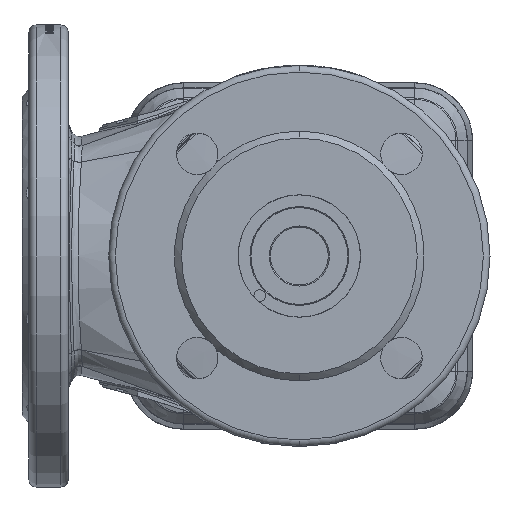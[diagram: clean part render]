
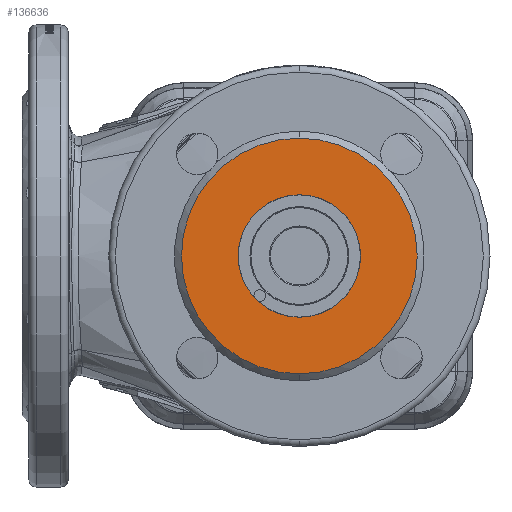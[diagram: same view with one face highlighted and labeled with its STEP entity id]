
A CAD part, front view. The second image highlights one B-rep face of the part: STEP entity #136636.
In plain terms, the highlighted planar face has unit normal (0, -1, 0).
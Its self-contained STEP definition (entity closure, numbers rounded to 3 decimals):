
#7667 = ORIENTED_EDGE ( 'NONE', *, *, #26472, .F. ) ;
#7805 = CIRCLE ( 'NONE', #139758, 26.5 ) ;
#9263 = CARTESIAN_POINT ( 'NONE',  ( 0., -150., 0. ) ) ;
#21976 = DIRECTION ( 'NONE',  ( 0., 0., 1. ) ) ;
#23361 = CARTESIAN_POINT ( 'NONE',  ( 0., -150., -26.5 ) ) ;
#26472 = EDGE_CURVE ( 'NONE', #63809, #96629, #43834, .T. ) ;
#29533 = EDGE_CURVE ( 'NONE', #153258, #67485, #34446, .T. ) ;
#34446 = CIRCLE ( 'NONE', #143598, 26.5 ) ;
#37472 = DIRECTION ( 'NONE',  ( 0., 1., 0. ) ) ;
#38856 = DIRECTION ( 'NONE',  ( 0., 0., -1. ) ) ;
#43834 = CIRCLE ( 'NONE', #132646, 51. ) ;
#46775 = CARTESIAN_POINT ( 'NONE',  ( 0., -150., 26.5 ) ) ;
#49714 = DIRECTION ( 'NONE',  ( 0., 1., 0. ) ) ;
#50750 = DIRECTION ( 'NONE',  ( 0., -1., 0. ) ) ;
#52331 = FACE_OUTER_BOUND ( 'NONE', #89038, .T. ) ;
#53150 = AXIS2_PLACEMENT_3D ( 'NONE', #149275, #50750, #38856 ) ;
#61320 = ORIENTED_EDGE ( 'NONE', *, *, #29533, .T. ) ;
#63809 = VERTEX_POINT ( 'NONE', #120036 ) ;
#67397 = CARTESIAN_POINT ( 'NONE',  ( 0., -150., 0. ) ) ;
#67485 = VERTEX_POINT ( 'NONE', #46775 ) ;
#73141 = AXIS2_PLACEMENT_3D ( 'NONE', #133978, #49714, #98282 ) ;
#88908 = PLANE ( 'NONE',  #53150 ) ;
#89038 = EDGE_LOOP ( 'NONE', ( #118122, #7667 ) ) ;
#90452 = DIRECTION ( 'NONE',  ( 0., 1., 0. ) ) ;
#91939 = DIRECTION ( 'NONE',  ( 0., 1., 0. ) ) ;
#96629 = VERTEX_POINT ( 'NONE', #125544 ) ;
#97899 = CARTESIAN_POINT ( 'NONE',  ( 0., -150., 0. ) ) ;
#98282 = DIRECTION ( 'NONE',  ( 0., 0., 1. ) ) ;
#113563 = FACE_BOUND ( 'NONE', #136805, .T. ) ;
#118122 = ORIENTED_EDGE ( 'NONE', *, *, #140494, .F. ) ;
#120036 = CARTESIAN_POINT ( 'NONE',  ( 0., -150., -51. ) ) ;
#125544 = CARTESIAN_POINT ( 'NONE',  ( 0., -150., 51. ) ) ;
#132646 = AXIS2_PLACEMENT_3D ( 'NONE', #9263, #91939, #21976 ) ;
#133978 = CARTESIAN_POINT ( 'NONE',  ( 0., -150., 0. ) ) ;
#136636 = ADVANCED_FACE ( 'NONE', ( #113563, #52331 ), #88908, .T. ) ;
#136805 = EDGE_LOOP ( 'NONE', ( #140577, #61320 ) ) ;
#138906 = DIRECTION ( 'NONE',  ( 0., 0., 1. ) ) ;
#139758 = AXIS2_PLACEMENT_3D ( 'NONE', #67397, #90452, #138906 ) ;
#140494 = EDGE_CURVE ( 'NONE', #96629, #63809, #141657, .T. ) ;
#140577 = ORIENTED_EDGE ( 'NONE', *, *, #155804, .T. ) ;
#141657 = CIRCLE ( 'NONE', #73141, 51. ) ;
#143598 = AXIS2_PLACEMENT_3D ( 'NONE', #97899, #37472, #156670 ) ;
#149275 = CARTESIAN_POINT ( 'NONE',  ( 0., -150., 0. ) ) ;
#153258 = VERTEX_POINT ( 'NONE', #23361 ) ;
#155804 = EDGE_CURVE ( 'NONE', #67485, #153258, #7805, .T. ) ;
#156670 = DIRECTION ( 'NONE',  ( 0., 0., 1. ) ) ;
